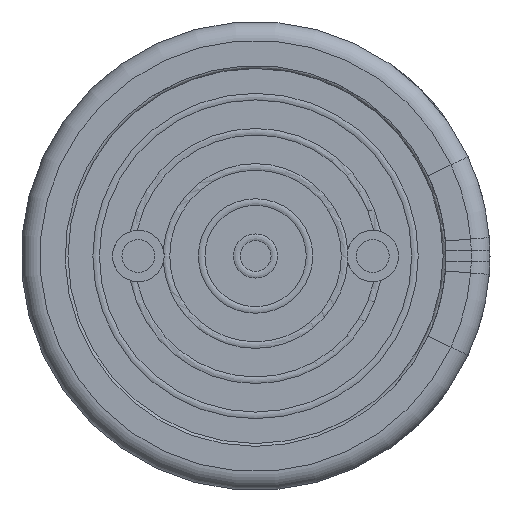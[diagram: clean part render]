
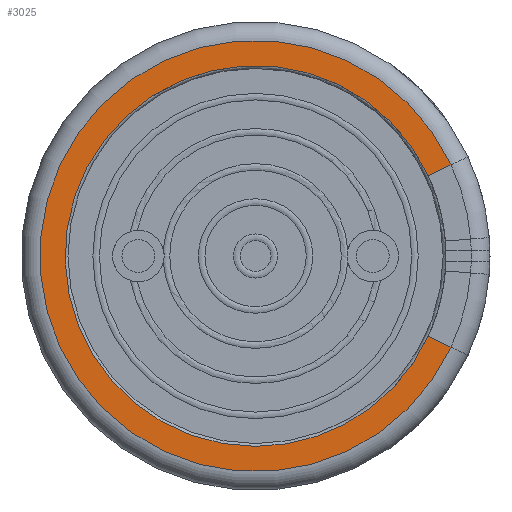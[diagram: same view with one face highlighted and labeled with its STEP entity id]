
A CAD part, front view. The second image highlights one B-rep face of the part: STEP entity #3025.
In plain terms, the highlighted planar face has unit normal (0, -1, 0).
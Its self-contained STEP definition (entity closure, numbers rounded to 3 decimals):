
#183=PLANE('',#3300);
#271=FACE_OUTER_BOUND('',#417,.T.);
#417=EDGE_LOOP('',(#2446,#2447,#2448,#2449,#2450));
#567=LINE('',#5408,#720);
#568=LINE('',#5411,#721);
#720=VECTOR('',#3886,10.);
#721=VECTOR('',#3889,10.);
#914=CIRCLE('',#3299,2.3);
#915=CIRCLE('',#3301,2.03);
#916=CIRCLE('',#3302,2.03);
#1235=VERTEX_POINT('',#5338);
#1238=VERTEX_POINT('',#5344);
#1257=VERTEX_POINT('',#5406);
#1258=VERTEX_POINT('',#5410);
#1265=VERTEX_POINT('',#5442);
#1666=EDGE_CURVE('',#1238,#1257,#567,.T.);
#1667=EDGE_CURVE('',#1258,#1235,#568,.T.);
#1682=EDGE_CURVE('',#1258,#1257,#914,.T.);
#1683=EDGE_CURVE('',#1265,#1235,#915,.T.);
#1684=EDGE_CURVE('',#1238,#1265,#916,.T.);
#2446=ORIENTED_EDGE('',*,*,#1667,.T.);
#2447=ORIENTED_EDGE('',*,*,#1683,.F.);
#2448=ORIENTED_EDGE('',*,*,#1684,.F.);
#2449=ORIENTED_EDGE('',*,*,#1666,.T.);
#2450=ORIENTED_EDGE('',*,*,#1682,.F.);
#3025=ADVANCED_FACE('',(#271),#183,.F.);
#3299=AXIS2_PLACEMENT_3D('',#5440,#3932,#3933);
#3300=AXIS2_PLACEMENT_3D('',#5441,#3934,#3935);
#3301=AXIS2_PLACEMENT_3D('',#5443,#3936,#3937);
#3302=AXIS2_PLACEMENT_3D('',#5444,#3938,#3939);
#3886=DIRECTION('',(0.906,0.,0.423));
#3889=DIRECTION('',(-0.906,0.,0.423));
#3932=DIRECTION('center_axis',(0.,1.,0.));
#3933=DIRECTION('ref_axis',(1.,0.,0.));
#3934=DIRECTION('center_axis',(0.,1.,0.));
#3935=DIRECTION('ref_axis',(0.,0.,1.));
#3936=DIRECTION('center_axis',(0.,-1.,0.));
#3937=DIRECTION('ref_axis',(-1.,0.,0.));
#3938=DIRECTION('center_axis',(0.,-1.,0.));
#3939=DIRECTION('ref_axis',(-1.,0.,0.));
#5338=CARTESIAN_POINT('',(1.84,0.,-0.858));
#5344=CARTESIAN_POINT('',(1.84,0.,0.858));
#5406=CARTESIAN_POINT('',(2.085,0.,0.972));
#5408=CARTESIAN_POINT('',(1.026,0.,0.479));
#5410=CARTESIAN_POINT('',(2.085,0.,-0.972));
#5411=CARTESIAN_POINT('',(1.026,0.,-0.479));
#5440=CARTESIAN_POINT('Origin',(0.,0.,0.));
#5441=CARTESIAN_POINT('Origin',(0.,0.,0.));
#5442=CARTESIAN_POINT('',(0.,0.,-2.03));
#5443=CARTESIAN_POINT('Origin',(0.,0.,0.));
#5444=CARTESIAN_POINT('Origin',(0.,0.,0.));
